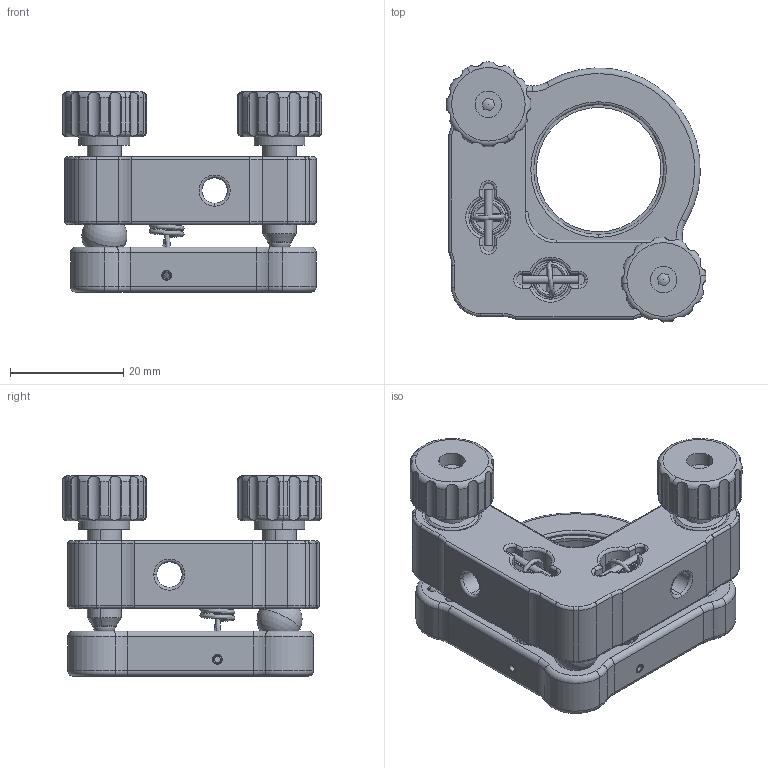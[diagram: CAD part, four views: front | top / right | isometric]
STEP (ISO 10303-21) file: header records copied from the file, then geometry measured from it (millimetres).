
FILE_DESCRIPTION (( 'STEP AP203' ), '1' );
FILE_NAME ('04RMT-1(M).STEP', '2020-08-26T07:03:28', ( '' ), ( '' ), 'SwSTEP 2.0', 'SolidWorks 2016', '' );
FILE_SCHEMA (( 'CONFIG_CONTROL_DESIGN' ));
Length unit declared in the file: millimetre
Products named in the file (1): 04RMT-1(M)
Bounding box: 46 x 46 x 35.5 mm (x, y, z)
Surface area: 14625.5 mm2 (no closed solid volume)
Topology: 0 solids, 29 shells, 446 faces, 1212 edges, 786 vertices
Faces by surface type: cylinder 245, torus 104, plane 65, cone 14, bspline 12, sphere 6
Entity records: 21086 total; most frequent: CARTESIAN_POINT 9935, DIRECTION 2408, ORIENTED_EDGE 2225, EDGE_CURVE 1197, AXIS2_PLACEMENT_3D 1006, VERTEX_POINT 777, CIRCLE 571, EDGE_LOOP 488
